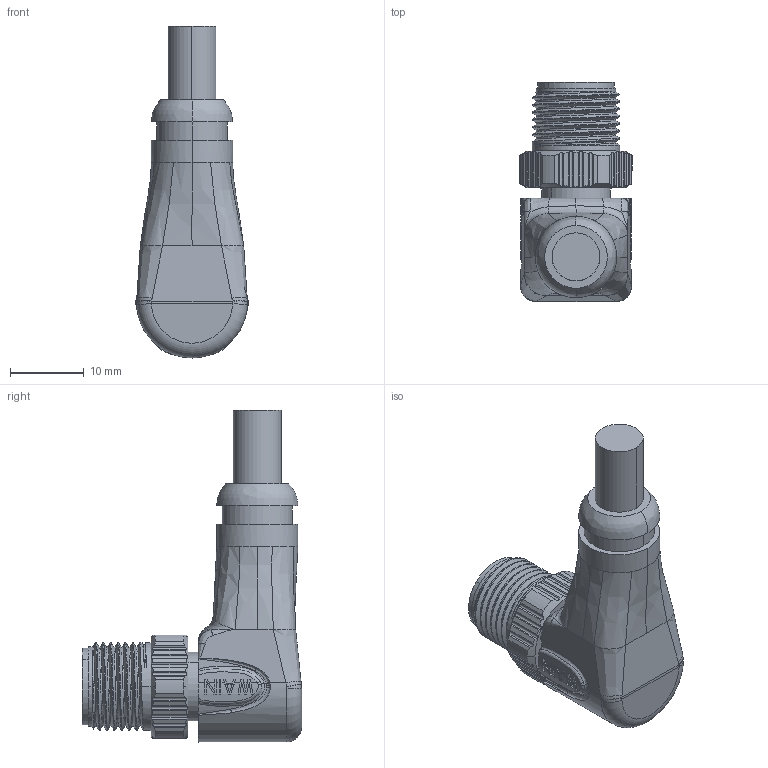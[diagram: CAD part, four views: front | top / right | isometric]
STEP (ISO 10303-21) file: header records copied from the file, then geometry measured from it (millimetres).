
FILE_DESCRIPTION((''),'2;1');
FILE_NAME('3232','2024-01-11T',('13539'),(''),'PRO/ENGINEER BY PARAMETRIC TECHNOLOGY CORPORATION, 2012480','PRO/ENGINEER BY PARAMETRIC TECHNOLOGY CORPORATION, 2012480','');
FILE_SCHEMA(('CONFIG_CONTROL_DESIGN'));
Length unit declared in the file: millimetre
Products named in the file (1): 3232
Bounding box: 15.2 x 29.7 x 45 mm (x, y, z)
Volume: 6399.7 mm3; surface area: 4181.4 mm2
Topology: 1 solids, 1 shells, 760 faces, 2210 edges, 1467 vertices
Faces by surface type: plane 302, extrusion 217, cylinder 138, bspline 68, sphere 24, cone 9, torus 2
Entity records: 33880 total; most frequent: CARTESIAN_POINT 15795, ORIENTED_EDGE 4366, DIRECTION 2648, EDGE_CURVE 2183, VERTEX_POINT 1467, B_SPLINE_CURVE_WITH_KNOTS 1199, VECTOR 1138, LINE 921
